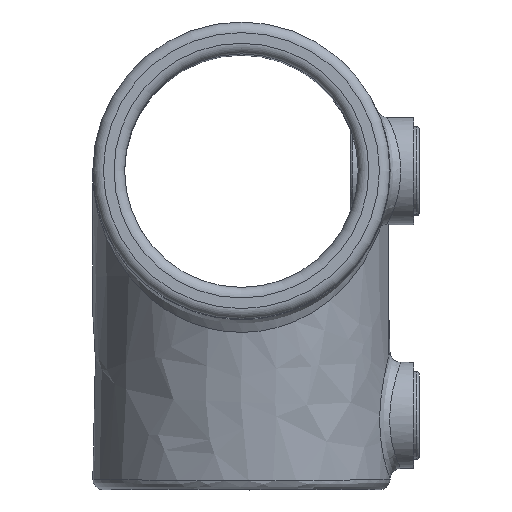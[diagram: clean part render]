
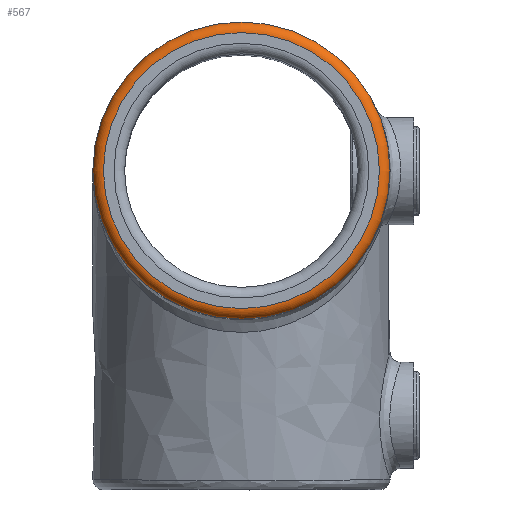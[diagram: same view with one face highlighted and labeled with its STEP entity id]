
A CAD part, top view. The second image highlights one B-rep face of the part: STEP entity #567.
In plain terms, the highlighted toroidal (fillet/blend) face has major radius 26 mm and minor radius 2 mm.
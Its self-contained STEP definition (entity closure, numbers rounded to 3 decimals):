
#98 = AXIS2_PLACEMENT_3D ( 'NONE', #4451, #2078, #2556 ) ;
#169 = CARTESIAN_POINT ( 'NONE',  ( 0., 0., 72.5 ) ) ;
#188 = DIRECTION ( 'NONE',  ( 1., 0., 0. ) ) ;
#262 = AXIS2_PLACEMENT_3D ( 'NONE', #5270, #3454, #587 ) ;
#337 = ORIENTED_EDGE ( 'NONE', *, *, #1019, .F. ) ;
#416 = AXIS2_PLACEMENT_3D ( 'NONE', #169, #1640, #188 ) ;
#514 = CARTESIAN_POINT ( 'NONE',  ( 26., 0., 72.5 ) ) ;
#567 = ADVANCED_FACE ( 'NONE', ( #2851, #2784 ), #1702, .T. ) ;
#587 = DIRECTION ( 'NONE',  ( 1., 0., 0. ) ) ;
#1019 = EDGE_CURVE ( 'NONE', #3434, #3434, #5166, .T. ) ;
#1640 = DIRECTION ( 'NONE',  ( 0., 0., 1. ) ) ;
#1702 = TOROIDAL_SURFACE ( 'NONE', #262, 26., 2. ) ;
#1858 = EDGE_LOOP ( 'NONE', ( #337 ) ) ;
#2078 = DIRECTION ( 'NONE',  ( 0., 0., -1. ) ) ;
#2264 = EDGE_CURVE ( 'NONE', #5069, #5069, #4583, .T. ) ;
#2368 = CARTESIAN_POINT ( 'NONE',  ( 28., 0., 70.5 ) ) ;
#2556 = DIRECTION ( 'NONE',  ( 1., 0., 0. ) ) ;
#2784 = FACE_OUTER_BOUND ( 'NONE', #1858, .T. ) ;
#2851 = FACE_OUTER_BOUND ( 'NONE', #3515, .T. ) ;
#3434 = VERTEX_POINT ( 'NONE', #514 ) ;
#3454 = DIRECTION ( 'NONE',  ( 0., 0., 1. ) ) ;
#3515 = EDGE_LOOP ( 'NONE', ( #5461 ) ) ;
#4451 = CARTESIAN_POINT ( 'NONE',  ( 0., 0., 70.5 ) ) ;
#4583 = CIRCLE ( 'NONE', #98, 28. ) ;
#5069 = VERTEX_POINT ( 'NONE', #2368 ) ;
#5166 = CIRCLE ( 'NONE', #416, 26. ) ;
#5270 = CARTESIAN_POINT ( 'NONE',  ( 0., 0., 70.5 ) ) ;
#5461 = ORIENTED_EDGE ( 'NONE', *, *, #2264, .F. ) ;
